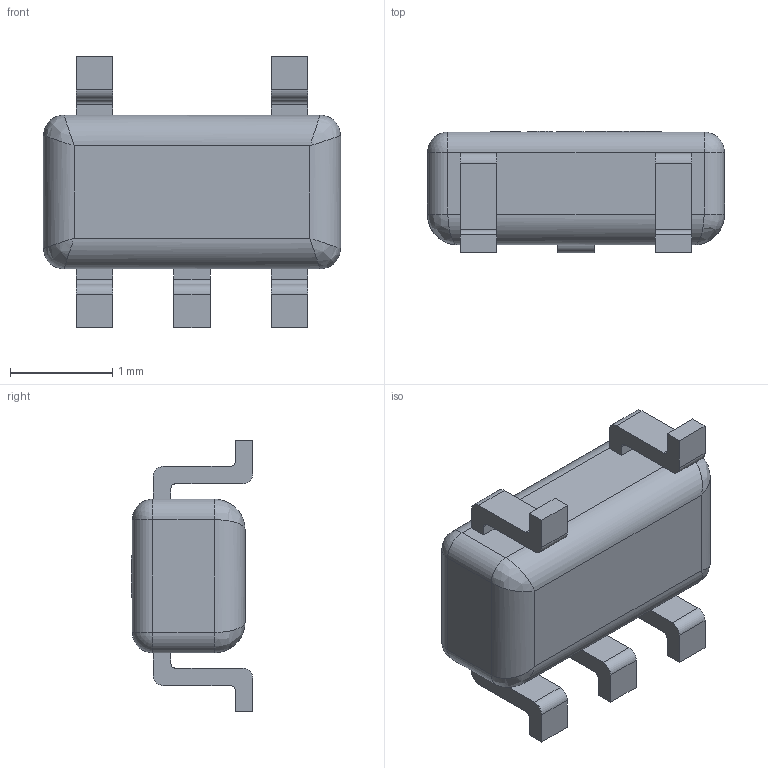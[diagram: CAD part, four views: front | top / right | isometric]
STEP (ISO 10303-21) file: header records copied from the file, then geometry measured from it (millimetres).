
FILE_DESCRIPTION(/* description */ (''),/* implementation_level */ '2;1');
FILE_NAME(/* name */ 'AP22802AW5-SOT23-5-MARKS XA7sE.step',/* time_stamp */ '2021-09-04T14:55:37+02:00',/* author */ (''),/* organization */ (''),/* preprocessor_version */ 'ST-DEVELOPER v18.1',/* originating_system */ 'Autodesk Translation Framework v10.10.0.1391',/* authorisation */ '');
FILE_SCHEMA (('AUTOMOTIVE_DESIGN { 1 0 10303 214 3 1 1 }'));
Length unit declared in the file: millimetre
Products named in the file (1): sot23-5
Bounding box: 2.9 x 1.19 x 2.65 mm (x, y, z)
Volume: 4.9 mm3; surface area: 24.1 mm2
Topology: 11 solids, 11 shells, 191 faces, 487 edges, 314 vertices
Faces by surface type: plane 108, bspline 47, cylinder 32, sphere 4
Entity records: 6204 total; most frequent: CARTESIAN_POINT 1816, ORIENTED_EDGE 966, DIRECTION 751, EDGE_CURVE 483, LINE 333, VECTOR 333, VERTEX_POINT 314, AXIS2_PLACEMENT_3D 209
